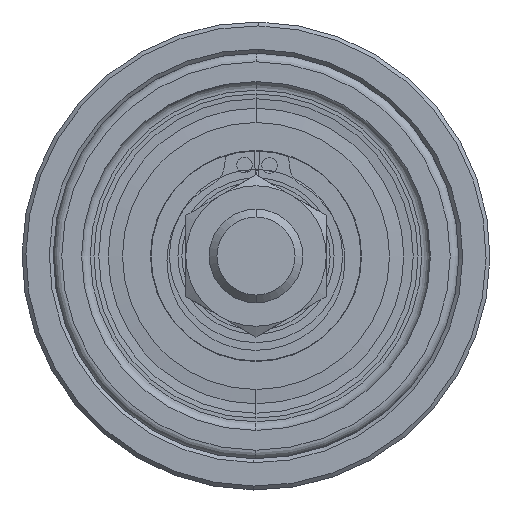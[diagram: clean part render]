
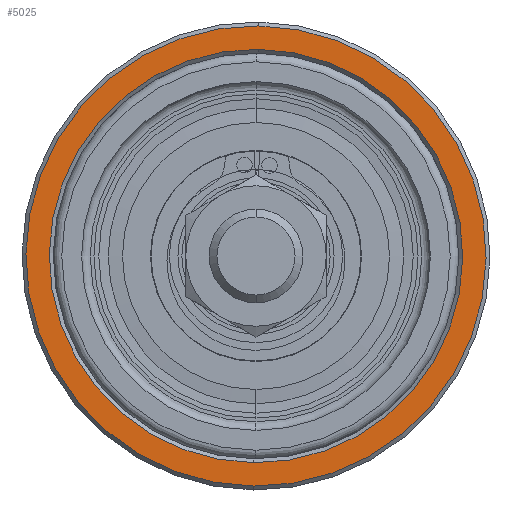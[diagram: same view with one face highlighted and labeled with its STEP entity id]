
A CAD part, front view. The second image highlights one B-rep face of the part: STEP entity #5025.
In plain terms, the highlighted planar face has unit normal (0, -1, 0).
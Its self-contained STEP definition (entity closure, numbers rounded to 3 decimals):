
#121 = CARTESIAN_POINT ( 'NONE',  ( -0.365, -390., -29.498 ) ) ;
#122 = PLANE ( 'NONE',  #1738 ) ;
#195 = CARTESIAN_POINT ( 'NONE',  ( 0.328, -390., 26.498 ) ) ;
#530 = DIRECTION ( 'NONE',  ( 0., -1., 0. ) ) ;
#544 = ORIENTED_EDGE ( 'NONE', *, *, #3610, .T. ) ;
#638 = CARTESIAN_POINT ( 'NONE',  ( 0., -390., 0. ) ) ;
#655 = EDGE_CURVE ( 'NONE', #3957, #735, #5093, .T. ) ;
#680 = VERTEX_POINT ( 'NONE', #195 ) ;
#693 = DIRECTION ( 'NONE',  ( 0., 1., 0. ) ) ;
#735 = VERTEX_POINT ( 'NONE', #2695 ) ;
#893 = ORIENTED_EDGE ( 'NONE', *, *, #2943, .T. ) ;
#911 = DIRECTION ( 'NONE',  ( 0.012, 0., 1. ) ) ;
#997 = FACE_OUTER_BOUND ( 'NONE', #3659, .T. ) ;
#1009 = CIRCLE ( 'NONE', #2918, 26.5 ) ;
#1406 = CARTESIAN_POINT ( 'NONE',  ( -0.371, -390., -29.998 ) ) ;
#1738 = AXIS2_PLACEMENT_3D ( 'NONE', #1406, #4164, #911 ) ;
#1956 = CIRCLE ( 'NONE', #4974, 29.5 ) ;
#2017 = CARTESIAN_POINT ( 'NONE',  ( 0., -390., 0. ) ) ;
#2021 = AXIS2_PLACEMENT_3D ( 'NONE', #638, #4344, #5104 ) ;
#2167 = EDGE_LOOP ( 'NONE', ( #893, #2554 ) ) ;
#2542 = CARTESIAN_POINT ( 'NONE',  ( 0., -390., 0. ) ) ;
#2554 = ORIENTED_EDGE ( 'NONE', *, *, #4402, .T. ) ;
#2627 = CIRCLE ( 'NONE', #2021, 26.5 ) ;
#2638 = DIRECTION ( 'NONE',  ( 0.012, 0., 1. ) ) ;
#2694 = ORIENTED_EDGE ( 'NONE', *, *, #655, .T. ) ;
#2695 = CARTESIAN_POINT ( 'NONE',  ( 0.365, -390., 29.498 ) ) ;
#2850 = CARTESIAN_POINT ( 'NONE',  ( -0.328, -390., -26.498 ) ) ;
#2918 = AXIS2_PLACEMENT_3D ( 'NONE', #2017, #693, #3993 ) ;
#2943 = EDGE_CURVE ( 'NONE', #3380, #680, #1009, .T. ) ;
#3027 = AXIS2_PLACEMENT_3D ( 'NONE', #3905, #530, #2638 ) ;
#3380 = VERTEX_POINT ( 'NONE', #2850 ) ;
#3610 = EDGE_CURVE ( 'NONE', #735, #3957, #1956, .T. ) ;
#3659 = EDGE_LOOP ( 'NONE', ( #544, #2694 ) ) ;
#3757 = FACE_BOUND ( 'NONE', #2167, .T. ) ;
#3905 = CARTESIAN_POINT ( 'NONE',  ( 0., -390., 0. ) ) ;
#3944 = DIRECTION ( 'NONE',  ( 0.012, 0., 1. ) ) ;
#3957 = VERTEX_POINT ( 'NONE', #121 ) ;
#3993 = DIRECTION ( 'NONE',  ( 0.012, 0., 1. ) ) ;
#4164 = DIRECTION ( 'NONE',  ( 0., 1., 0. ) ) ;
#4193 = DIRECTION ( 'NONE',  ( 0., -1., 0. ) ) ;
#4344 = DIRECTION ( 'NONE',  ( 0., 1., 0. ) ) ;
#4402 = EDGE_CURVE ( 'NONE', #680, #3380, #2627, .T. ) ;
#4974 = AXIS2_PLACEMENT_3D ( 'NONE', #2542, #4193, #3944 ) ;
#5025 = ADVANCED_FACE ( 'NONE', ( #3757, #997 ), #122, .F. ) ;
#5093 = CIRCLE ( 'NONE', #3027, 29.5 ) ;
#5104 = DIRECTION ( 'NONE',  ( 0.012, 0., 1. ) ) ;
